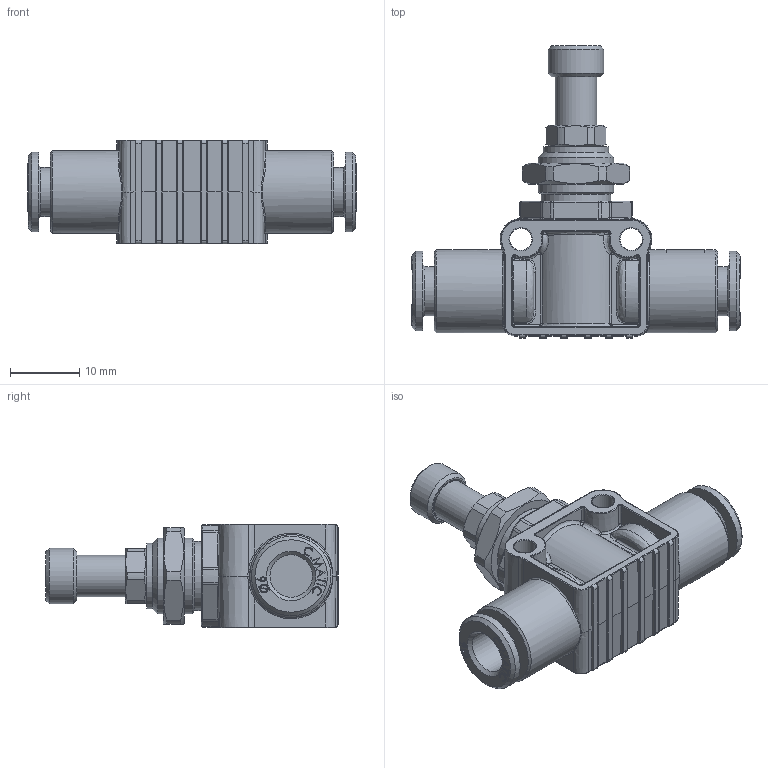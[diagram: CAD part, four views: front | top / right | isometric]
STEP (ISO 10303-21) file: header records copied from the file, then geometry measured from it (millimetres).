
FILE_DESCRIPTION( ( 'STEP AP214' ), '1' );
FILE_NAME( 'psolqas_17280_0.stp', '2020-12-01T16:33:36', ( 'License CC BY-ND 4.0' ), ( 'CADENAS' ), ' ', 'PARTsolutions', ' ' );
FILE_SCHEMA( ( 'AUTOMOTIVE_DESIGN { 1 0 10303 214 1 1 1 1 }' ) );
Length unit declared in the file: metre
Products named in the file (1): NONE
Bounding box: 47.6 x 42.31 x 15 mm (x, y, z)
Volume: 7793 mm3; surface area: 5377.3 mm2
Topology: 1 solids, 6 shells, 872 faces, 2161 edges, 1324 vertices
Faces by surface type: bspline 320, plane 296, cylinder 208, cone 48
Full cylindrical faces by diameter (mm): 3.2 x2, 6 x2, 6.15 x2, 6.3 x1, 7.1 x2, 8 x1, 9.5 x1, 10 x1, 11 x2, 11.5 x2, 12 x2
Entity records: 58365 total; most frequent: CARTESIAN_POINT 33750, ORIENTED_EDGE 4174, DIRECTION 2696, EDGE_CURVE 2087, VERTEX_POINT 1319, EDGE_LOOP 967, AXIS2_PLACEMENT_3D 899, LINE 898
